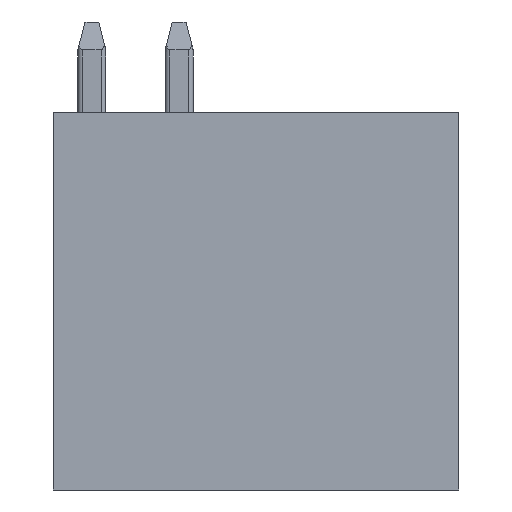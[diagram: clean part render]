
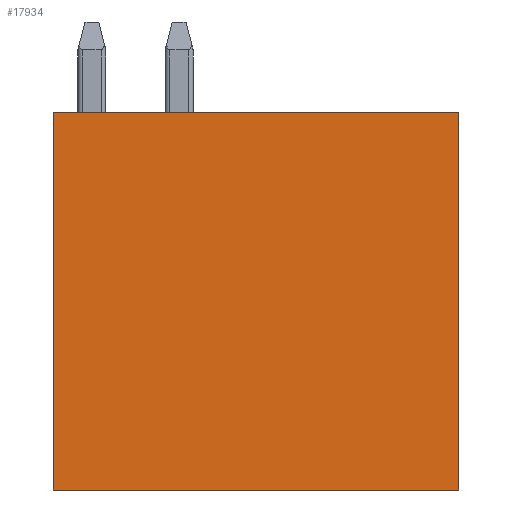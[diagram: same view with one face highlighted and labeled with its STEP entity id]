
A CAD part, front view. The second image highlights one B-rep face of the part: STEP entity #17934.
In plain terms, the highlighted planar face has unit normal (0, -1, 0).
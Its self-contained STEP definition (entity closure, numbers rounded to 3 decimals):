
#4315=DIRECTION('',(0.,0.,1.));
#4316=VECTOR('',#4315,10.8);
#4317=CARTESIAN_POINT('',(-5.49,-32.3,-6.62));
#4318=LINE('',#4317,#4316);
#4319=DIRECTION('',(1.,0.,0.));
#4320=VECTOR('',#4319,11.6);
#4321=CARTESIAN_POINT('',(-5.49,-32.3,4.18));
#4322=LINE('',#4321,#4320);
#4323=DIRECTION('',(0.,0.,-1.));
#4324=VECTOR('',#4323,10.8);
#4325=CARTESIAN_POINT('',(6.11,-32.3,4.18));
#4326=LINE('',#4325,#4324);
#4327=DIRECTION('',(-1.,0.,0.));
#4328=VECTOR('',#4327,11.6);
#4329=CARTESIAN_POINT('',(6.11,-32.3,-6.62));
#4330=LINE('',#4329,#4328);
#10721=CARTESIAN_POINT('',(-5.49,-32.3,-6.62));
#10722=CARTESIAN_POINT('',(-5.49,-32.3,4.18));
#10723=VERTEX_POINT('',#10721);
#10724=VERTEX_POINT('',#10722);
#10725=CARTESIAN_POINT('',(6.11,-32.3,4.18));
#10726=VERTEX_POINT('',#10725);
#10727=CARTESIAN_POINT('',(6.11,-32.3,-6.62));
#10728=VERTEX_POINT('',#10727);
#17923=CARTESIAN_POINT('',(0.,-32.3,0.));
#17924=DIRECTION('',(0.,1.,0.));
#17925=DIRECTION('',(1.,0.,0.));
#17926=AXIS2_PLACEMENT_3D('',#17923,#17924,#17925);
#17927=PLANE('',#17926);
#17928=ORIENTED_EDGE('',*,*,#13333,.T.);
#17929=ORIENTED_EDGE('',*,*,#13564,.T.);
#17930=ORIENTED_EDGE('',*,*,#13649,.T.);
#17931=ORIENTED_EDGE('',*,*,#17917,.T.);
#17932=EDGE_LOOP('',(#17928,#17929,#17930,#17931));
#17933=FACE_OUTER_BOUND('',#17932,.F.);
#17934=ADVANCED_FACE('',(#17933),#17927,.F.);
#13333=EDGE_CURVE('',#10723,#10724,#4318,.T.);
#13564=EDGE_CURVE('',#10724,#10726,#4322,.T.);
#13649=EDGE_CURVE('',#10726,#10728,#4326,.T.);
#17917=EDGE_CURVE('',#10728,#10723,#4330,.T.);
